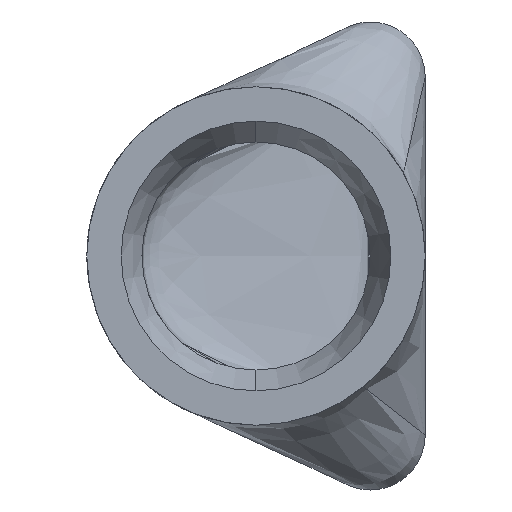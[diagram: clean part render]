
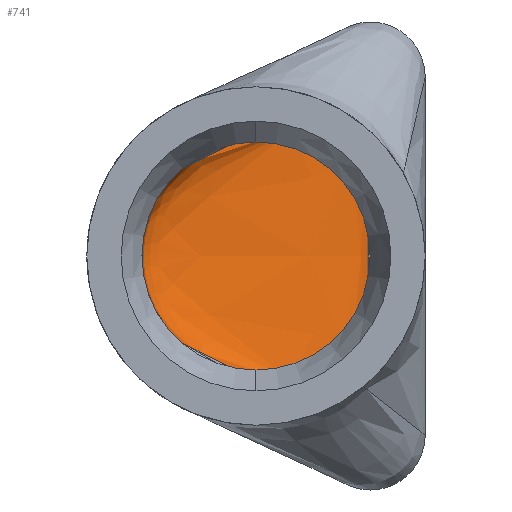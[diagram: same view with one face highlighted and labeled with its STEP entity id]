
A CAD part, left-side view. The second image highlights one B-rep face of the part: STEP entity #741.
In plain terms, the highlighted free-form (B-spline) face has degree [3, 3] with [9, 4] control points.
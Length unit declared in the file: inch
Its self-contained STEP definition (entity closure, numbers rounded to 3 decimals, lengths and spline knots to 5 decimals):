
#8 = B_SPLINE_CURVE_WITH_KNOTS ( 'NONE', 3,
 ( #249, #868, #107, #794 ),
 .UNSPECIFIED., .F., .F.,
 ( 4, 4 ),
 ( 0., 1. ),
 .UNSPECIFIED. ) ;
#14 = CARTESIAN_POINT ( 'NONE',  ( 0.906, 0.45038, 0.00001 ) ) ;
#16 = B_SPLINE_CURVE_WITH_KNOTS ( 'NONE', 3,
 ( #390, #744, #1097, #1010 ),
 .UNSPECIFIED., .F., .F.,
 ( 4, 4 ),
 ( 0., 1. ),
 .UNSPECIFIED. ) ;
#22 = CARTESIAN_POINT ( 'NONE',  ( 1.10937, 0.08844, 0.21094 ) ) ;
#23 = VERTEX_POINT ( 'NONE', #1072 ) ;
#27 = CARTESIAN_POINT ( 'NONE',  ( 1.04195, 0.08844, 0.11719 ) ) ;
#44 = ORIENTED_EDGE ( 'NONE', *, *, #575, .T. ) ;
#53 = VERTEX_POINT ( 'NONE', #110 ) ;
#100 = CARTESIAN_POINT ( 'NONE',  ( 0.906, 0.43572, -0.06529 ) ) ;
#107 = CARTESIAN_POINT ( 'NONE',  ( 1.04537, 0.08844, -0.28125 ) ) ;
#110 = CARTESIAN_POINT ( 'NONE',  ( 1.10938, 0.08844, 0.28125 ) ) ;
#113 = CARTESIAN_POINT ( 'NONE',  ( 0.906, 0.40881, 0.10953 ) ) ;
#114 = CARTESIAN_POINT ( 'NONE',  ( 1.10937, 0.08844, -0.11719 ) ) ;
#180 = CARTESIAN_POINT ( 'NONE',  ( 1.10937, 0.08844, 0.11719 ) ) ;
#186 = CARTESIAN_POINT ( 'NONE',  ( 0.97043, 0.39069, -0.12862 ) ) ;
#189 = CARTESIAN_POINT ( 'NONE',  ( 0.906, 0.38056, 0.13713 ) ) ;
#193 = CARTESIAN_POINT ( 'NONE',  ( 1.10937, 0.08844, -0.21094 ) ) ;
#200 = CARTESIAN_POINT ( 'NONE',  ( 0.906, 0.39069, 0.12862 ) ) ;
#201 = EDGE_CURVE ( 'NONE', #633, #543, #8, .T. ) ;
#204 = CARTESIAN_POINT ( 'NONE',  ( 1.10938, 0.08844, 0.28125 ) ) ;
#209 = CARTESIAN_POINT ( 'NONE',  ( 0.906, 0.39069, 0.12862 ) ) ;
#231 = EDGE_CURVE ( 'NONE', #543, #53, #843, .T. ) ;
#249 = CARTESIAN_POINT ( 'NONE',  ( 0.906, 0.38056, -0.13713 ) ) ;
#254 = CARTESIAN_POINT ( 'NONE',  ( 1.04196, 0.08844, -0.11719 ) ) ;
#259 = CARTESIAN_POINT ( 'NONE',  ( 1.10938, 0.08844, -0.28125 ) ) ;
#267 = CARTESIAN_POINT ( 'NONE',  ( 0.906, 0.43572, 0.06528 ) ) ;
#272 = CARTESIAN_POINT ( 'NONE',  ( 0.906, 0.40881, 0.10953 ) ) ;
#276 = CARTESIAN_POINT ( 'NONE',  ( 1.10938, 0.08844, -0.25781 ) ) ;
#281 = CARTESIAN_POINT ( 'NONE',  ( 0.97, 0.38056, 0.13712 ) ) ;
#287 = CARTESIAN_POINT ( 'NONE',  ( 1.10938, 0.08844, -0.28125 ) ) ;
#294 = ORIENTED_EDGE ( 'NONE', *, *, #201, .T. ) ;
#340 = CARTESIAN_POINT ( 'NONE',  ( 0.97043, 0.39069, 0.12862 ) ) ;
#342 = CARTESIAN_POINT ( 'NONE',  ( 1.10938, 0.08844, 0. ) ) ;
#348 = CARTESIAN_POINT ( 'NONE',  ( 1.10937, 0.08844, 0.21094 ) ) ;
#353 = CARTESIAN_POINT ( 'NONE',  ( 1.04041, 0.08844, 0. ) ) ;
#354 = CARTESIAN_POINT ( 'NONE',  ( 1.10938, 0.08844, 0.25781 ) ) ;
#356 = CARTESIAN_POINT ( 'NONE',  ( 0.906, 0.40881, -0.10953 ) ) ;
#367 = CARTESIAN_POINT ( 'NONE',  ( 1.10938, 0.08844, 0.25781 ) ) ;
#375 = EDGE_LOOP ( 'NONE', ( #44, #294, #408, #686 ) ) ;
#390 = CARTESIAN_POINT ( 'NONE',  ( 0.906, 0.38056, 0.13713 ) ) ;
#408 = ORIENTED_EDGE ( 'NONE', *, *, #231, .T. ) ;
#438 = CARTESIAN_POINT ( 'NONE',  ( 0.97342, 0.43572, -0.06529 ) ) ;
#441 = CARTESIAN_POINT ( 'NONE',  ( 0.906, 0.43572, -0.06529 ) ) ;
#445 = CARTESIAN_POINT ( 'NONE',  ( 0.906, 0.40881, -0.10953 ) ) ;
#452 = CARTESIAN_POINT ( 'NONE',  ( 0.97129, 0.40881, 0.10953 ) ) ;
#523 = CARTESIAN_POINT ( 'NONE',  ( 1.04494, 0.08844, -0.25781 ) ) ;
#529 = CARTESIAN_POINT ( 'NONE',  ( 0.906, 0.43572, 0.06528 ) ) ;
#533 = CARTESIAN_POINT ( 'NONE',  ( 1.04409, 0.08844, 0.21094 ) ) ;
#540 = CARTESIAN_POINT ( 'NONE',  ( 1.04409, 0.08844, -0.21094 ) ) ;
#543 = VERTEX_POINT ( 'NONE', #287 ) ;
#575 = EDGE_CURVE ( 'NONE', #23, #633, #1044, .T. ) ;
#608 = CARTESIAN_POINT ( 'NONE',  ( 1.10938, 0.08844, 0. ) ) ;
#614 = FACE_OUTER_BOUND ( 'NONE', #375, .T. ) ;
#622 = CARTESIAN_POINT ( 'NONE',  ( 1.10937, 0.08844, 0.11719 ) ) ;
#628 = CARTESIAN_POINT ( 'NONE',  ( 0.906, 0.38056, -0.13713 ) ) ;
#633 = VERTEX_POINT ( 'NONE', #819 ) ;
#636 = CARTESIAN_POINT ( 'NONE',  ( 1.04537, 0.08844, 0.28125 ) ) ;
#671 = CARTESIAN_POINT ( 'NONE',  ( 1.10938, 0.08844, 0.28125 ) ) ;
#686 = ORIENTED_EDGE ( 'NONE', *, *, #874, .F. ) ;
#707 = CARTESIAN_POINT ( 'NONE',  ( 0.906, 0.39069, -0.12862 ) ) ;
#711 = CARTESIAN_POINT ( 'NONE',  ( 1.04537, 0.08844, -0.28125 ) ) ;
#719 = CARTESIAN_POINT ( 'NONE',  ( 0.906, 0.38056, 0.13712 ) ) ;
#741 = ADVANCED_FACE ( 'NONE', ( #614 ), #898, .F. ) ;
#744 = CARTESIAN_POINT ( 'NONE',  ( 0.97, 0.38056, 0.13712 ) ) ;
#775 = CARTESIAN_POINT ( 'NONE',  ( 1.10938, 0.08844, -0.25781 ) ) ;
#793 = CARTESIAN_POINT ( 'NONE',  ( 1.10937, 0.08844, -0.11719 ) ) ;
#794 = CARTESIAN_POINT ( 'NONE',  ( 1.10938, 0.08844, -0.28125 ) ) ;
#799 = CARTESIAN_POINT ( 'NONE',  ( 0.906, 0.38056, -0.13712 ) ) ;
#804 = CARTESIAN_POINT ( 'NONE',  ( 1.04494, 0.08844, 0.25781 ) ) ;
#819 = CARTESIAN_POINT ( 'NONE',  ( 0.906, 0.38056, -0.13713 ) ) ;
#843 = B_SPLINE_CURVE_WITH_KNOTS ( 'NONE', 3,
 ( #892, #775, #873, #114, #342, #180, #348, #354, #671 ),
 .UNSPECIFIED., .F., .F.,
 ( 4, 1, 1, 1, 1, 1, 4 ),
 ( 0., 0.125, 0.25, 0.5, 0.75, 0.875, 1. ),
 .UNSPECIFIED. ) ;
#868 = CARTESIAN_POINT ( 'NONE',  ( 0.97, 0.38056, -0.13712 ) ) ;
#873 = CARTESIAN_POINT ( 'NONE',  ( 1.10937, 0.08844, -0.21094 ) ) ;
#874 = EDGE_CURVE ( 'NONE', #23, #53, #16, .T. ) ;
#881 = CARTESIAN_POINT ( 'NONE',  ( 0.97129, 0.40881, -0.10953 ) ) ;
#884 = CARTESIAN_POINT ( 'NONE',  ( 0.906, 0.45038, 0.00001 ) ) ;
#891 = CARTESIAN_POINT ( 'NONE',  ( 0.97496, 0.45038, 0.00001 ) ) ;
#892 = CARTESIAN_POINT ( 'NONE',  ( 1.10938, 0.08844, -0.28125 ) ) ;
#898 = B_SPLINE_SURFACE_WITH_KNOTS ( 'NONE', 3, 3, ( 
 ( #799, #1062, #711, #259 ),
 ( #987, #186, #523, #276 ),
 ( #445, #881, #540, #193 ),
 ( #100, #438, #254, #793 ),
 ( #14, #891, #353, #608 ),
 ( #267, #1068, #27, #622 ),
 ( #113, #452, #533, #22 ),
 ( #200, #340, #804, #367 ),
 ( #719, #281, #636, #204 ) ),
 .UNSPECIFIED., .F., .F., .F.,
 ( 4, 1, 1, 1, 1, 1, 4 ),
 ( 4, 4 ),
 ( 0., 0.125, 0.25, 0.5, 0.75, 0.875, 1. ),
 ( 0., 1. ),
 .UNSPECIFIED. ) ;
#987 = CARTESIAN_POINT ( 'NONE',  ( 0.906, 0.39069, -0.12862 ) ) ;
#1010 = CARTESIAN_POINT ( 'NONE',  ( 1.10938, 0.08844, 0.28125 ) ) ;
#1044 = B_SPLINE_CURVE_WITH_KNOTS ( 'NONE', 3,
 ( #189, #209, #272, #529, #884, #441, #356, #707, #628 ),
 .UNSPECIFIED., .F., .F.,
 ( 4, 1, 1, 1, 1, 1, 4 ),
 ( 0., 0.125, 0.25, 0.5, 0.75, 0.875, 1. ),
 .UNSPECIFIED. ) ;
#1062 = CARTESIAN_POINT ( 'NONE',  ( 0.97, 0.38056, -0.13712 ) ) ;
#1068 = CARTESIAN_POINT ( 'NONE',  ( 0.97342, 0.43572, 0.06528 ) ) ;
#1072 = CARTESIAN_POINT ( 'NONE',  ( 0.906, 0.38056, 0.13713 ) ) ;
#1097 = CARTESIAN_POINT ( 'NONE',  ( 1.04537, 0.08844, 0.28125 ) ) ;
